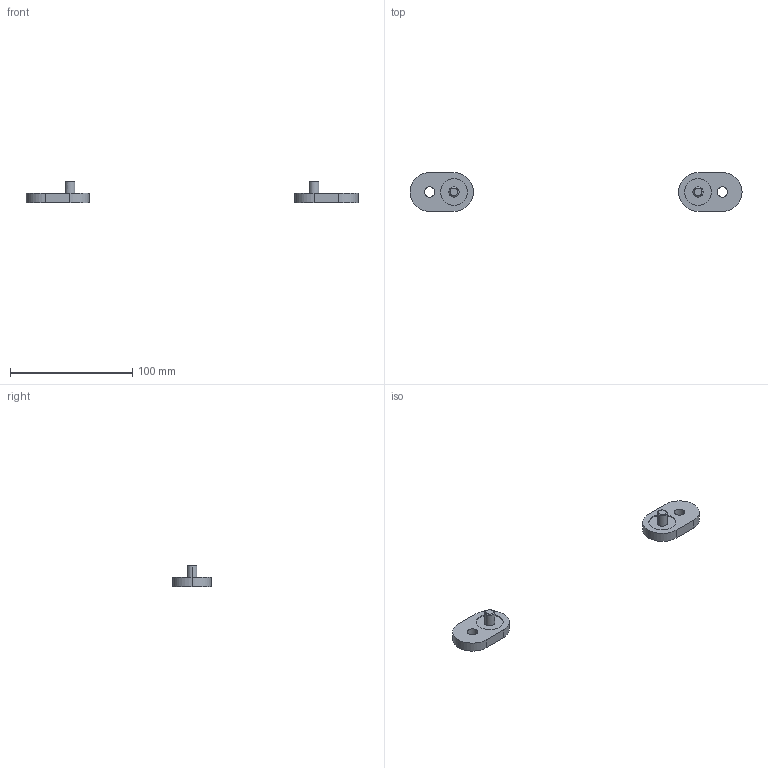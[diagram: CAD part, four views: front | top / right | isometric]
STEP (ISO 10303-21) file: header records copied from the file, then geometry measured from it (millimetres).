
FILE_DESCRIPTION (( 'STEP AP214' ), '1' );
FILE_NAME ('7310034', '2019-02-01T13:25:49', ( '' ), ('JUGARD+KÜNSTNER GmbH'), 'SwSTEP 2.0', 'SolidWorks 2017', '' );
FILE_SCHEMA (( 'AUTOMOTIVE_DESIGN' ));
Length unit declared in the file: millimetre
Products named in the file (1): 7310034_CNAJF00
Bounding box: 272 x 32 x 18 mm (x, y, z)
Volume: 21554 mm3; surface area: 10312.5 mm2
Topology: 4 solids, 4 shells, 72 faces, 158 edges, 100 vertices
Faces by surface type: cylinder 30, plane 30, cone 12
Entity records: 2059 total; most frequent: DIRECTION 372, CARTESIAN_POINT 331, ORIENTED_EDGE 316, EDGE_CURVE 158, AXIS2_PLACEMENT_3D 141, VERTEX_POINT 100, LINE 90, VECTOR 90
